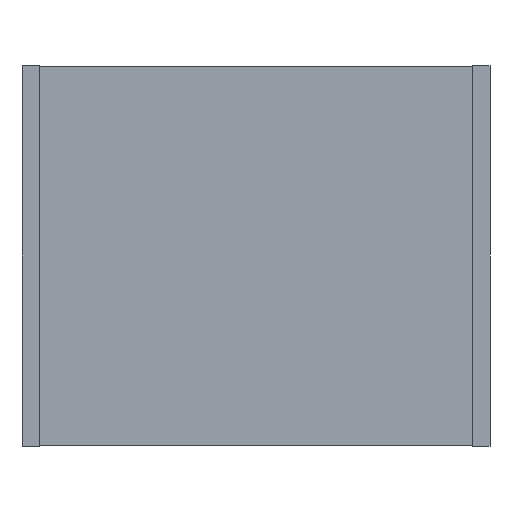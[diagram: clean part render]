
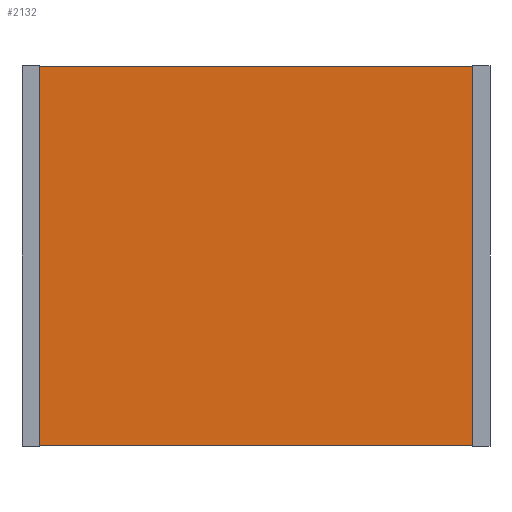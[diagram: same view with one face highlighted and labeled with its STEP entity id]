
A CAD part, front view. The second image highlights one B-rep face of the part: STEP entity #2132.
In plain terms, the highlighted planar face has unit normal (0, -1, 0).
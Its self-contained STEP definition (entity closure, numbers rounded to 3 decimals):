
#2 = EDGE_CURVE ( 'NONE', #887, #2210, #1542, .T. ) ;
#5 = LINE ( 'NONE', #402, #1864 ) ;
#51 = AXIS2_PLACEMENT_3D ( 'NONE', #743, #2499, #767 ) ;
#133 = CARTESIAN_POINT ( 'NONE',  ( 0.49, 0., 0. ) ) ;
#402 = CARTESIAN_POINT ( 'NONE',  ( 0., 0., 0. ) ) ;
#534 = VERTEX_POINT ( 'NONE', #691 ) ;
#593 = CARTESIAN_POINT ( 'NONE',  ( 12.89, 0., -10.88 ) ) ;
#624 = ORIENTED_EDGE ( 'NONE', *, *, #2, .F. ) ;
#631 = ORIENTED_EDGE ( 'NONE', *, *, #2012, .T. ) ;
#649 = CARTESIAN_POINT ( 'NONE',  ( 12.89, 0., 0. ) ) ;
#691 = CARTESIAN_POINT ( 'NONE',  ( 12.89, 0., 0. ) ) ;
#743 = CARTESIAN_POINT ( 'NONE',  ( 0., 0., 0. ) ) ;
#767 = DIRECTION ( 'NONE',  ( 0., 0., -1. ) ) ;
#787 = VERTEX_POINT ( 'NONE', #907 ) ;
#823 = VECTOR ( 'NONE', #2188, 1000. ) ;
#887 = VERTEX_POINT ( 'NONE', #593 ) ;
#903 = DIRECTION ( 'NONE',  ( 0., 0., -1. ) ) ;
#907 = CARTESIAN_POINT ( 'NONE',  ( 0.49, 0., 0. ) ) ;
#930 = DIRECTION ( 'NONE',  ( -1., 0., 0. ) ) ;
#1074 = PLANE ( 'NONE',  #51 ) ;
#1129 = FACE_OUTER_BOUND ( 'NONE', #1444, .T. ) ;
#1143 = EDGE_CURVE ( 'NONE', #787, #2210, #1863, .T. ) ;
#1384 = DIRECTION ( 'NONE',  ( 1., 0., 0. ) ) ;
#1444 = EDGE_LOOP ( 'NONE', ( #624, #631, #1792, #2317 ) ) ;
#1542 = LINE ( 'NONE', #2263, #2178 ) ;
#1643 = EDGE_CURVE ( 'NONE', #787, #534, #5, .T. ) ;
#1792 = ORIENTED_EDGE ( 'NONE', *, *, #1643, .F. ) ;
#1863 = LINE ( 'NONE', #133, #2308 ) ;
#1864 = VECTOR ( 'NONE', #1384, 1000. ) ;
#2012 = EDGE_CURVE ( 'NONE', #887, #534, #2367, .T. ) ;
#2132 = ADVANCED_FACE ( 'NONE', ( #1129 ), #1074, .T. ) ;
#2178 = VECTOR ( 'NONE', #930, 1000. ) ;
#2182 = CARTESIAN_POINT ( 'NONE',  ( 0.49, 0., -10.88 ) ) ;
#2188 = DIRECTION ( 'NONE',  ( 0., 0., 1. ) ) ;
#2210 = VERTEX_POINT ( 'NONE', #2182 ) ;
#2263 = CARTESIAN_POINT ( 'NONE',  ( 0., 0., -10.88 ) ) ;
#2308 = VECTOR ( 'NONE', #903, 1000. ) ;
#2317 = ORIENTED_EDGE ( 'NONE', *, *, #1143, .T. ) ;
#2367 = LINE ( 'NONE', #649, #823 ) ;
#2499 = DIRECTION ( 'NONE',  ( 0., -1., 0. ) ) ;
